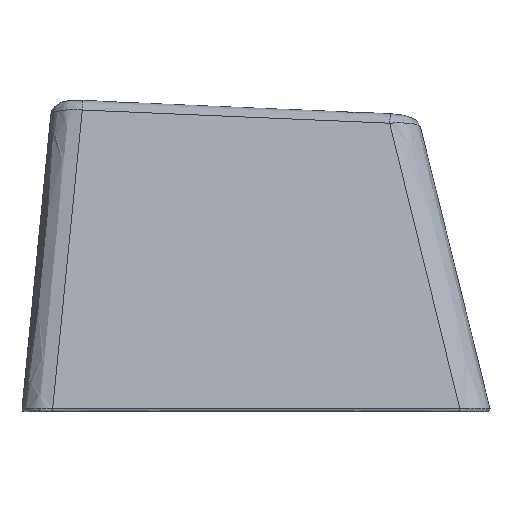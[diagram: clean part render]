
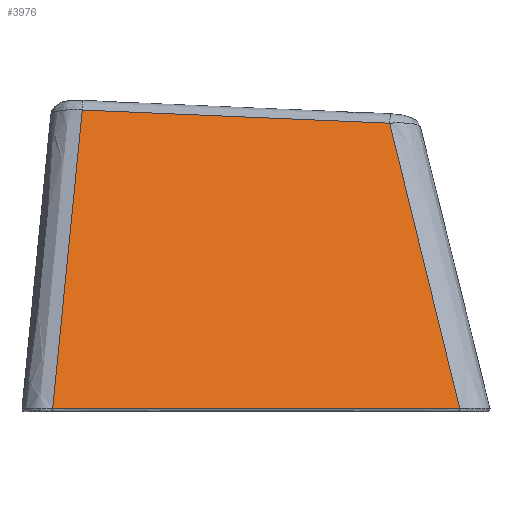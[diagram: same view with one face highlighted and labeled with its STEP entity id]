
A CAD part, left-side view. The second image highlights one B-rep face of the part: STEP entity #3976.
In plain terms, the highlighted free-form (B-spline) face has degree [3, 3] with [4, 4] control points.
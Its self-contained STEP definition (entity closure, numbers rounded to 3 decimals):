
#336=B_SPLINE_SURFACE_WITH_KNOTS('',3,3,((#9924,#9925,#9926,#9927),(#9928,
#9929,#9930,#9931),(#9932,#9933,#9934,#9935),(#9936,#9937,#9938,#9939)),
 .UNSPECIFIED.,.F.,.F.,.F.,(4,4),(4,4),(0.065,0.936),
(0.01,0.962),.UNSPECIFIED.);
#542=FACE_OUTER_BOUND('',#768,.T.);
#768=EDGE_LOOP('',(#3454,#3455,#3456,#3457));
#1441=B_SPLINE_CURVE_WITH_KNOTS('',3,(#9122,#9123,#9124,#9125),
 .UNSPECIFIED.,.F.,.F.,(4,4),(-1.562,0.),.UNSPECIFIED.);
#1458=B_SPLINE_CURVE_WITH_KNOTS('',3,(#9404,#9405,#9406,#9407),
 .UNSPECIFIED.,.F.,.F.,(4,4),(0.013,1.203),
 .UNSPECIFIED.);
#1480=B_SPLINE_CURVE_WITH_KNOTS('',3,(#9887,#9888,#9889,#9890),
 .UNSPECIFIED.,.F.,.F.,(4,4),(0.,1.181),
 .UNSPECIFIED.);
#1483=B_SPLINE_CURVE_WITH_KNOTS('',3,(#9920,#9921,#9922,#9923),
 .UNSPECIFIED.,.F.,.F.,(4,4),(-1.18,-0.013),
 .UNSPECIFIED.);
#1828=VERTEX_POINT('',#9078);
#1832=VERTEX_POINT('',#9120);
#1847=VERTEX_POINT('',#9403);
#1871=VERTEX_POINT('',#9851);
#2388=EDGE_CURVE('',#1832,#1828,#1441,.T.);
#2414=EDGE_CURVE('',#1828,#1847,#1458,.T.);
#2458=EDGE_CURVE('',#1847,#1871,#1480,.T.);
#2461=EDGE_CURVE('',#1871,#1832,#1483,.T.);
#3454=ORIENTED_EDGE('',*,*,#2388,.F.);
#3455=ORIENTED_EDGE('',*,*,#2461,.F.);
#3456=ORIENTED_EDGE('',*,*,#2458,.F.);
#3457=ORIENTED_EDGE('',*,*,#2414,.F.);
#3976=ADVANCED_FACE('',(#542),#336,.T.);
#9078=CARTESIAN_POINT('',(0.033,16.812,0.125));
#9120=CARTESIAN_POINT('',(0.035,1.189,0.127));
#9122=CARTESIAN_POINT('Ctrl Pts',(0.035,1.189,0.127));
#9123=CARTESIAN_POINT('Ctrl Pts',(0.034,6.396,0.126));
#9124=CARTESIAN_POINT('Ctrl Pts',(0.034,11.604,0.126));
#9125=CARTESIAN_POINT('Ctrl Pts',(0.033,16.812,0.125));
#9403=CARTESIAN_POINT('',(3.046,15.677,11.577));
#9404=CARTESIAN_POINT('Ctrl Pts',(0.033,16.812,0.125));
#9405=CARTESIAN_POINT('Ctrl Pts',(1.036,16.435,3.943));
#9406=CARTESIAN_POINT('Ctrl Pts',(2.04,16.057,7.76));
#9407=CARTESIAN_POINT('Ctrl Pts',(3.046,15.677,11.577));
#9851=CARTESIAN_POINT('',(3.042,3.875,11.072));
#9887=CARTESIAN_POINT('Ctrl Pts',(3.046,15.677,11.577));
#9888=CARTESIAN_POINT('Ctrl Pts',(3.044,11.743,11.409));
#9889=CARTESIAN_POINT('Ctrl Pts',(3.043,7.809,11.241));
#9890=CARTESIAN_POINT('Ctrl Pts',(3.042,3.875,11.072));
#9920=CARTESIAN_POINT('Ctrl Pts',(3.042,3.875,11.072));
#9921=CARTESIAN_POINT('Ctrl Pts',(2.04,2.981,7.423));
#9922=CARTESIAN_POINT('Ctrl Pts',(1.038,2.085,3.775));
#9923=CARTESIAN_POINT('Ctrl Pts',(0.035,1.189,0.127));
#9924=CARTESIAN_POINT('Ctrl Pts',(0.033,16.812,0.125));
#9925=CARTESIAN_POINT('Ctrl Pts',(1.037,16.52,3.946));
#9926=CARTESIAN_POINT('Ctrl Pts',(2.041,16.228,7.767));
#9927=CARTESIAN_POINT('Ctrl Pts',(3.046,15.935,11.588));
#9928=CARTESIAN_POINT('Ctrl Pts',(0.033,11.604,0.124));
#9929=CARTESIAN_POINT('Ctrl Pts',(1.037,11.681,3.888));
#9930=CARTESIAN_POINT('Ctrl Pts',(2.041,11.758,7.653));
#9931=CARTESIAN_POINT('Ctrl Pts',(3.046,11.835,11.417));
#9932=CARTESIAN_POINT('Ctrl Pts',(0.033,6.395,0.122));
#9933=CARTESIAN_POINT('Ctrl Pts',(1.037,6.842,3.83));
#9934=CARTESIAN_POINT('Ctrl Pts',(2.041,7.288,7.539));
#9935=CARTESIAN_POINT('Ctrl Pts',(3.046,7.735,11.247));
#9936=CARTESIAN_POINT('Ctrl Pts',(0.033,1.187,0.12));
#9937=CARTESIAN_POINT('Ctrl Pts',(1.037,2.003,3.772));
#9938=CARTESIAN_POINT('Ctrl Pts',(2.041,2.819,7.424));
#9939=CARTESIAN_POINT('Ctrl Pts',(3.046,3.634,11.076));
